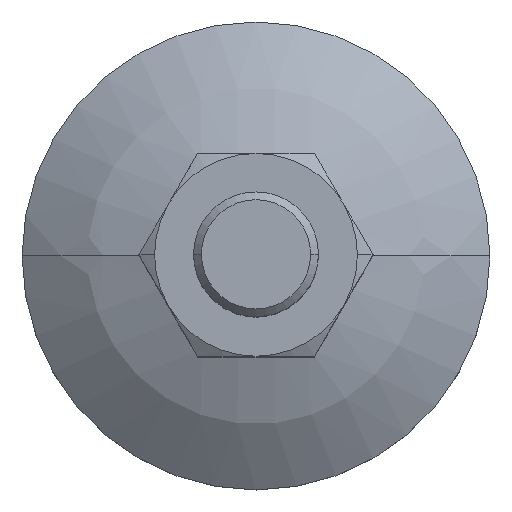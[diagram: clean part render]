
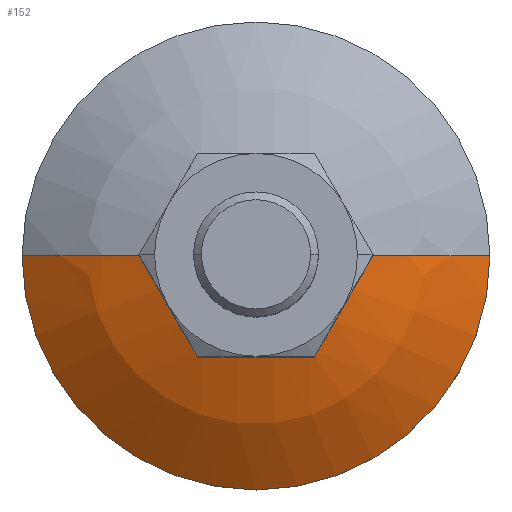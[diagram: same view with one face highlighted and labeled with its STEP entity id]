
A CAD part, top view. The second image highlights one B-rep face of the part: STEP entity #152.
In plain terms, the highlighted spherical face has radius 23.739 mm.
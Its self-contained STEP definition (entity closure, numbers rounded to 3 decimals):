
#152=ADVANCED_FACE('1296',(#359),#360,.T.);
#359=FACE_OUTER_BOUND('',#623,.T.);
#360=SPHERICAL_SURFACE('',#624,23.739);
#623=EDGE_LOOP('',(#984,#985,#986,#987,#988,#989));
#624=AXIS2_PLACEMENT_3D('',#990,#991,#992);
#984=ORIENTED_EDGE('',*,*,#1580,.T.);
#985=ORIENTED_EDGE('',*,*,#1581,.T.);
#986=ORIENTED_EDGE('',*,*,#1563,.F.);
#987=ORIENTED_EDGE('',*,*,#1554,.F.);
#988=ORIENTED_EDGE('',*,*,#1562,.T.);
#989=ORIENTED_EDGE('',*,*,#1578,.T.);
#990=CARTESIAN_POINT('',(0.0,0.0,-14.4));
#991=DIRECTION('',(0.0,0.0,-1.0));
#992=DIRECTION('',(-1.0,0.0,0.0));
#1554=EDGE_CURVE('1297',#1848,#1849,#1850,.T.);
#1562=EDGE_CURVE('1399',#1848,#1859,#1861,.T.);
#1563=EDGE_CURVE('1401',#1849,#1862,#1863,.T.);
#1578=EDGE_CURVE('1388',#1859,#1882,#1884,.T.);
#1580=EDGE_CURVE('1389',#1882,#1886,#1887,.T.);
#1581=EDGE_CURVE('1390',#1886,#1862,#1888,.T.);
#1848=VERTEX_POINT('',#2270);
#1849=VERTEX_POINT('',#2271);
#1850=CIRCLE('',#2272,15.0);
#1859=VERTEX_POINT('',#2291);
#1861=CIRCLE('',#2301,23.739);
#1862=VERTEX_POINT('',#2302);
#1863=CIRCLE('',#2303,23.739);
#1882=VERTEX_POINT('',#2338);
#1884=B_SPLINE_CURVE_WITH_KNOTS('',3,(#2341,#2342,#2343,#2344,#2345,#2346,#2347,#2348,#2349),.UNSPECIFIED.,.F.,.F.,(4,1,1,1,1,1,4),(0.0,0.167,0.333,0.5,0.667,0.833,1.0),.UNSPECIFIED.);
#1886=VERTEX_POINT('',#2351);
#1887=B_SPLINE_CURVE_WITH_KNOTS('',3,(#2352,#2353,#2354,#2355,#2356,#2357,#2358,#2359,#2360),.UNSPECIFIED.,.F.,.F.,(4,1,1,1,1,1,4),(0.0,0.167,0.333,0.5,0.667,0.833,1.0),.UNSPECIFIED.);
#1888=B_SPLINE_CURVE_WITH_KNOTS('',3,(#2361,#2362,#2363,#2364,#2365,#2366,#2367,#2368,#2369),.UNSPECIFIED.,.F.,.F.,(4,1,1,1,1,1,4),(0.0,0.167,0.333,0.5,0.667,0.833,1.0),.UNSPECIFIED.);
#2270=CARTESIAN_POINT('',(15.0,0.0,4.0));
#2271=CARTESIAN_POINT('',(-15.0,0.0,4.0));
#2272=AXIS2_PLACEMENT_3D('',#2940,#2941,#2942);
#2291=CARTESIAN_POINT('',(6.928,0.0,8.306));
#2301=AXIS2_PLACEMENT_3D('',#2948,#2949,#2950);
#2302=CARTESIAN_POINT('',(-6.928,0.0,8.306));
#2303=AXIS2_PLACEMENT_3D('',#2951,#2952,#2953);
#2338=CARTESIAN_POINT('',(3.464,-6.0,8.306));
#2341=CARTESIAN_POINT('',(6.928,0.0,8.306));
#2342=CARTESIAN_POINT('',(6.736,-0.333,8.365));
#2343=CARTESIAN_POINT('',(6.351,-1.,8.462));
#2344=CARTESIAN_POINT('',(5.772,-2.003,8.55));
#2345=CARTESIAN_POINT('',(5.194,-3.004,8.578));
#2346=CARTESIAN_POINT('',(4.617,-4.003,8.549));
#2347=CARTESIAN_POINT('',(4.039,-5.004,8.462));
#2348=CARTESIAN_POINT('',(3.656,-5.668,8.364));
#2349=CARTESIAN_POINT('',(3.464,-6.0,8.306));
#2351=CARTESIAN_POINT('',(-3.464,-6.0,8.306));
#2352=CARTESIAN_POINT('',(3.464,-6.0,8.306));
#2353=CARTESIAN_POINT('',(3.062,-6.0,8.367));
#2354=CARTESIAN_POINT('',(2.269,-6.0,8.466));
#2355=CARTESIAN_POINT('',(1.129,-6.0,8.55));
#2356=CARTESIAN_POINT('',(0.0,-6.0,8.578));
#2357=CARTESIAN_POINT('',(-1.129,-6.0,8.55));
#2358=CARTESIAN_POINT('',(-2.269,-6.0,8.466));
#2359=CARTESIAN_POINT('',(-3.062,-6.0,8.367));
#2360=CARTESIAN_POINT('',(-3.464,-6.0,8.306));
#2361=CARTESIAN_POINT('',(-3.464,-6.0,8.306));
#2362=CARTESIAN_POINT('',(-3.661,-5.659,8.366));
#2363=CARTESIAN_POINT('',(-4.052,-4.981,8.464));
#2364=CARTESIAN_POINT('',(-4.628,-3.984,8.55));
#2365=CARTESIAN_POINT('',(-5.197,-2.999,8.578));
#2366=CARTESIAN_POINT('',(-5.766,-2.013,8.55));
#2367=CARTESIAN_POINT('',(-6.341,-1.017,8.464));
#2368=CARTESIAN_POINT('',(-6.732,-0.341,8.366));
#2369=CARTESIAN_POINT('',(-6.928,0.0,8.306));
#2940=CARTESIAN_POINT('',(0.0,0.0,4.0));
#2941=DIRECTION('',(0.0,0.0,-1.0));
#2942=DIRECTION('',(1.0,0.0,0.0));
#2948=CARTESIAN_POINT('',(0.0,0.0,-14.4));
#2949=DIRECTION('',(0.0,-1.0,0.0));
#2950=DIRECTION('',(0.632,0.0,0.775));
#2951=CARTESIAN_POINT('',(0.0,0.0,-14.4));
#2952=DIRECTION('',(0.0,1.0,0.0));
#2953=DIRECTION('',(-0.632,0.0,0.775));
